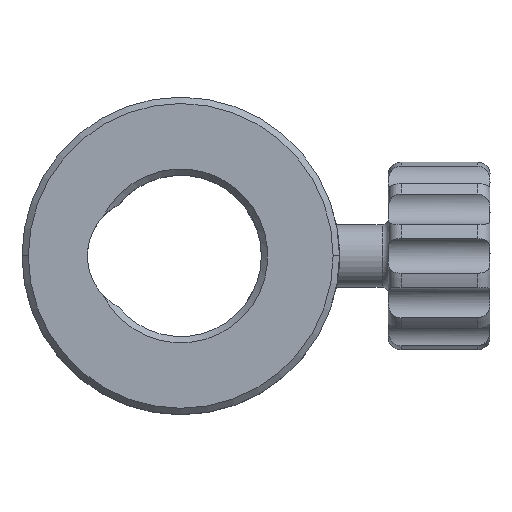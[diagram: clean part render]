
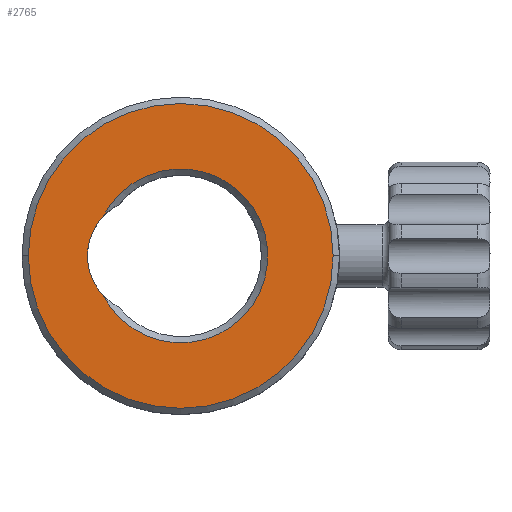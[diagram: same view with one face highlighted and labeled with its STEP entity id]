
A CAD part, top view. The second image highlights one B-rep face of the part: STEP entity #2765.
In plain terms, the highlighted planar face has unit normal (0, 0, 1).
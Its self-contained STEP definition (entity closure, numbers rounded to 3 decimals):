
#22 = ORIENTED_EDGE ( 'NONE', *, *, #88, .T. ) ;
#88 = EDGE_CURVE ( 'NONE', #1037, #2621, #599, .T. ) ;
#207 = CARTESIAN_POINT ( 'NONE',  ( 0., 0., 5. ) ) ;
#241 = AXIS2_PLACEMENT_3D ( 'NONE', #1324, #2718, #1976 ) ;
#286 = CARTESIAN_POINT ( 'NONE',  ( 0., 0., 5. ) ) ;
#403 = DIRECTION ( 'NONE',  ( 0., 0., -1. ) ) ;
#408 = CIRCLE ( 'NONE', #2004, 12. ) ;
#599 = CIRCLE ( 'NONE', #1339, 6.85 ) ;
#773 = EDGE_CURVE ( 'NONE', #1113, #1408, #408, .T. ) ;
#866 = ORIENTED_EDGE ( 'NONE', *, *, #2972, .T. ) ;
#939 = DIRECTION ( 'NONE',  ( 1., 0., 0. ) ) ;
#1017 = DIRECTION ( 'NONE',  ( 0., 0., -1. ) ) ;
#1037 = VERTEX_POINT ( 'NONE', #2474 ) ;
#1113 = VERTEX_POINT ( 'NONE', #1859 ) ;
#1119 = DIRECTION ( 'NONE',  ( 1., 0., 0. ) ) ;
#1171 = FACE_BOUND ( 'NONE', #2100, .T. ) ;
#1179 = DIRECTION ( 'NONE',  ( 0., 0., 1. ) ) ;
#1324 = CARTESIAN_POINT ( 'NONE',  ( 0., 0., 5. ) ) ;
#1325 = ORIENTED_EDGE ( 'NONE', *, *, #1516, .T. ) ;
#1339 = AXIS2_PLACEMENT_3D ( 'NONE', #207, #2755, #1119 ) ;
#1408 = VERTEX_POINT ( 'NONE', #1869 ) ;
#1502 = CIRCLE ( 'NONE', #3016, 4.52 ) ;
#1516 = EDGE_CURVE ( 'NONE', #2621, #1037, #1502, .T. ) ;
#1859 = CARTESIAN_POINT ( 'NONE',  ( 12., 0., 5. ) ) ;
#1869 = CARTESIAN_POINT ( 'NONE',  ( -12., 0., 5. ) ) ;
#1976 = DIRECTION ( 'NONE',  ( 1., 0., 0. ) ) ;
#2004 = AXIS2_PLACEMENT_3D ( 'NONE', #286, #1179, #939 ) ;
#2100 = EDGE_LOOP ( 'NONE', ( #1325, #22 ) ) ;
#2130 = PLANE ( 'NONE',  #2782 ) ;
#2155 = CARTESIAN_POINT ( 'NONE',  ( -2.83, 0., 5. ) ) ;
#2157 = DIRECTION ( 'NONE',  ( 1., 0., 0. ) ) ;
#2277 = CARTESIAN_POINT ( 'NONE',  ( -6.096, -3.125, 5. ) ) ;
#2366 = FACE_OUTER_BOUND ( 'NONE', #2500, .T. ) ;
#2474 = CARTESIAN_POINT ( 'NONE',  ( -6.096, 3.125, 5. ) ) ;
#2500 = EDGE_LOOP ( 'NONE', ( #2910, #866 ) ) ;
#2621 = VERTEX_POINT ( 'NONE', #2277 ) ;
#2718 = DIRECTION ( 'NONE',  ( 0., 0., 1. ) ) ;
#2755 = DIRECTION ( 'NONE',  ( 0., 0., -1. ) ) ;
#2765 = ADVANCED_FACE ( 'NONE', ( #2366, #1171 ), #2130, .F. ) ;
#2782 = AXIS2_PLACEMENT_3D ( 'NONE', #3100, #403, #2157 ) ;
#2834 = CIRCLE ( 'NONE', #241, 12. ) ;
#2910 = ORIENTED_EDGE ( 'NONE', *, *, #773, .T. ) ;
#2924 = DIRECTION ( 'NONE',  ( 1., 0., 0. ) ) ;
#2972 = EDGE_CURVE ( 'NONE', #1408, #1113, #2834, .T. ) ;
#3016 = AXIS2_PLACEMENT_3D ( 'NONE', #2155, #1017, #2924 ) ;
#3100 = CARTESIAN_POINT ( 'NONE',  ( 0., 0., 5. ) ) ;
